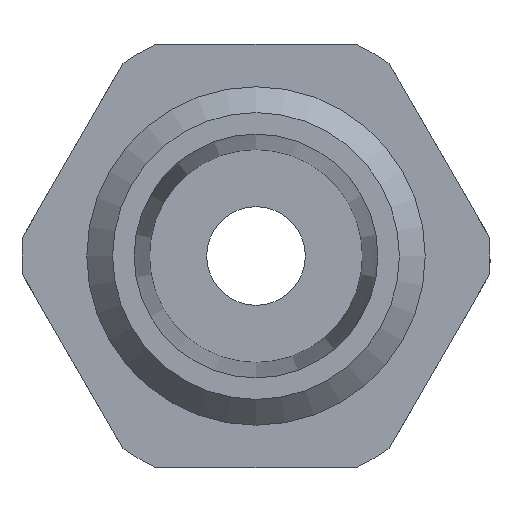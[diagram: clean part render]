
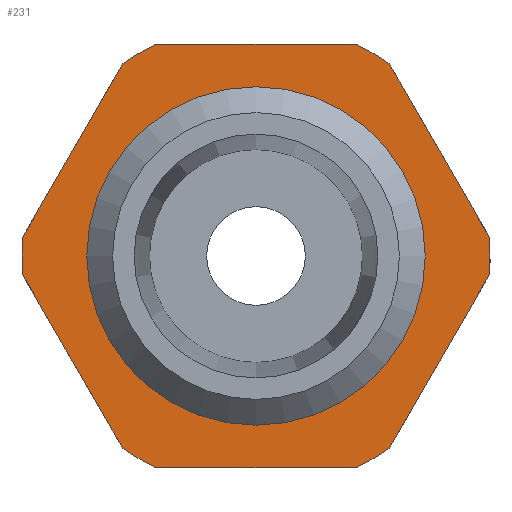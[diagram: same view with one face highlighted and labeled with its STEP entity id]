
A CAD part, left-side view. The second image highlights one B-rep face of the part: STEP entity #231.
In plain terms, the highlighted planar face has unit normal (-1, 0, 0).
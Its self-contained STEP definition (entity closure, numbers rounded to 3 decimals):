
#231 = ADVANCED_FACE( '', ( #501, #502 ), #503, .F. );
#501 = FACE_OUTER_BOUND( '', #800, .T. );
#502 = FACE_BOUND( '', #801, .T. );
#503 = PLANE( '', #802 );
#800 = EDGE_LOOP( '', ( #1387, #1388, #1389, #1390, #1391, #1392, #1393, #1394, #1395, #1396, #1397, #1398 ) );
#801 = EDGE_LOOP( '', ( #1399 ) );
#802 = AXIS2_PLACEMENT_3D( '', #1400, #1401, #1402 );
#1387 = ORIENTED_EDGE( '', *, *, #1674, .F. );
#1388 = ORIENTED_EDGE( '', *, *, #1813, .F. );
#1389 = ORIENTED_EDGE( '', *, *, #1756, .F. );
#1390 = ORIENTED_EDGE( '', *, *, #1814, .F. );
#1391 = ORIENTED_EDGE( '', *, *, #1712, .F. );
#1392 = ORIENTED_EDGE( '', *, *, #1815, .F. );
#1393 = ORIENTED_EDGE( '', *, *, #1642, .F. );
#1394 = ORIENTED_EDGE( '', *, *, #1797, .F. );
#1395 = ORIENTED_EDGE( '', *, *, #1758, .F. );
#1396 = ORIENTED_EDGE( '', *, *, #1661, .F. );
#1397 = ORIENTED_EDGE( '', *, *, #1655, .F. );
#1398 = ORIENTED_EDGE( '', *, *, #1708, .F. );
#1399 = ORIENTED_EDGE( '', *, *, #1816, .T. );
#1400 = CARTESIAN_POINT( '', ( 8., 5.543, 0. ) );
#1401 = DIRECTION( '', ( 1., 0., 0. ) );
#1402 = DIRECTION( '', ( 0., 1., 0. ) );
#1642 = EDGE_CURVE( '', #1951, #1947, #1953, .T. );
#1655 = EDGE_CURVE( '', #1972, #1968, #1974, .T. );
#1661 = EDGE_CURVE( '', #1968, #1979, #1983, .T. );
#1674 = EDGE_CURVE( '', #2000, #2003, #2004, .T. );
#1708 = EDGE_CURVE( '', #2003, #1972, #2056, .T. );
#1712 = EDGE_CURVE( '', #2060, #2058, #2062, .T. );
#1756 = EDGE_CURVE( '', #2124, #2122, #2126, .T. );
#1758 = EDGE_CURVE( '', #1979, #2128, #2129, .T. );
#1797 = EDGE_CURVE( '', #2128, #1951, #2182, .T. );
#1813 = EDGE_CURVE( '', #2122, #2000, #2201, .T. );
#1814 = EDGE_CURVE( '', #2058, #2124, #2202, .T. );
#1815 = EDGE_CURVE( '', #1947, #2060, #2203, .T. );
#1816 = EDGE_CURVE( '', #2204, #2204, #2205, .T. );
#1947 = VERTEX_POINT( '', #2376 );
#1951 = VERTEX_POINT( '', #2381 );
#1953 = CIRCLE( '', #2384, 8.3 );
#1968 = VERTEX_POINT( '', #2419 );
#1972 = VERTEX_POINT( '', #2424 );
#1974 = CIRCLE( '', #2427, 8.3 );
#1979 = VERTEX_POINT( '', #2434 );
#1983 = LINE( '', #2444, #2445 );
#2000 = VERTEX_POINT( '', #2466 );
#2003 = VERTEX_POINT( '', #2470 );
#2004 = CIRCLE( '', #2471, 8.3 );
#2056 = LINE( '', #2560, #2561 );
#2058 = VERTEX_POINT( '', #2563 );
#2060 = VERTEX_POINT( '', #2566 );
#2062 = CIRCLE( '', #2569, 8.3 );
#2122 = VERTEX_POINT( '', #2649 );
#2124 = VERTEX_POINT( '', #2652 );
#2126 = CIRCLE( '', #2655, 8.3 );
#2128 = VERTEX_POINT( '', #2657 );
#2129 = CIRCLE( '', #2658, 8.3 );
#2182 = LINE( '', #2753, #2754 );
#2201 = LINE( '', #2776, #2777 );
#2202 = LINE( '', #2778, #2779 );
#2203 = LINE( '', #2780, #2781 );
#2204 = VERTEX_POINT( '', #2782 );
#2205 = CIRCLE( '', #2783, 5.543 );
#2376 = CARTESIAN_POINT( '', ( 8., -8.273, -0.671 ) );
#2381 = CARTESIAN_POINT( '', ( 8., -8.273, 0.671 ) );
#2384 = AXIS2_PLACEMENT_3D( '', #2902, #2903, #2904 );
#2419 = CARTESIAN_POINT( '', ( 8., 3.555, 7.5 ) );
#2424 = CARTESIAN_POINT( '', ( 8., 4.718, 6.829 ) );
#2427 = AXIS2_PLACEMENT_3D( '', #2915, #2916, #2917 );
#2434 = CARTESIAN_POINT( '', ( 8., -3.555, 7.5 ) );
#2444 = CARTESIAN_POINT( '', ( 8., 4.33, 7.5 ) );
#2445 = VECTOR( '', #2921, 1000. );
#2466 = CARTESIAN_POINT( '', ( 8., 8.273, -0.671 ) );
#2470 = CARTESIAN_POINT( '', ( 8., 8.273, 0.671 ) );
#2471 = AXIS2_PLACEMENT_3D( '', #2936, #2937, #2938 );
#2560 = CARTESIAN_POINT( '', ( 8., 8.66, 0. ) );
#2561 = VECTOR( '', #2986, 1000. );
#2563 = CARTESIAN_POINT( '', ( 8., -3.555, -7.5 ) );
#2566 = CARTESIAN_POINT( '', ( 8., -4.718, -6.829 ) );
#2569 = AXIS2_PLACEMENT_3D( '', #2989, #2990, #2991 );
#2649 = CARTESIAN_POINT( '', ( 8., 4.718, -6.829 ) );
#2652 = CARTESIAN_POINT( '', ( 8., 3.555, -7.5 ) );
#2655 = AXIS2_PLACEMENT_3D( '', #3054, #3055, #3056 );
#2657 = CARTESIAN_POINT( '', ( 8., -4.718, 6.829 ) );
#2658 = AXIS2_PLACEMENT_3D( '', #3057, #3058, #3059 );
#2753 = CARTESIAN_POINT( '', ( 8., -4.33, 7.5 ) );
#2754 = VECTOR( '', #3100, 1000. );
#2776 = CARTESIAN_POINT( '', ( 8., 4.33, -7.5 ) );
#2777 = VECTOR( '', #3119, 1000. );
#2778 = CARTESIAN_POINT( '', ( 8., -4.33, -7.5 ) );
#2779 = VECTOR( '', #3120, 1000. );
#2780 = CARTESIAN_POINT( '', ( 8., -8.66, 0. ) );
#2781 = VECTOR( '', #3121, 1000. );
#2782 = CARTESIAN_POINT( '', ( 8., 5.543, 0. ) );
#2783 = AXIS2_PLACEMENT_3D( '', #3122, #3123, #3124 );
#2902 = CARTESIAN_POINT( '', ( 8., 0., 0. ) );
#2903 = DIRECTION( '', ( 1., 0., 0. ) );
#2904 = DIRECTION( '', ( 0., 1., 0. ) );
#2915 = CARTESIAN_POINT( '', ( 8., 0., 0. ) );
#2916 = DIRECTION( '', ( 1., 0., 0. ) );
#2917 = DIRECTION( '', ( 0., 1., 0. ) );
#2921 = DIRECTION( '', ( 0., -1., 0. ) );
#2936 = CARTESIAN_POINT( '', ( 8., 0., 0. ) );
#2937 = DIRECTION( '', ( 1., 0., 0. ) );
#2938 = DIRECTION( '', ( 0., 1., 0. ) );
#2986 = DIRECTION( '', ( 0., -0.5, 0.866 ) );
#2989 = CARTESIAN_POINT( '', ( 8., 0., 0. ) );
#2990 = DIRECTION( '', ( 1., 0., 0. ) );
#2991 = DIRECTION( '', ( 0., 1., 0. ) );
#3054 = CARTESIAN_POINT( '', ( 8., 0., 0. ) );
#3055 = DIRECTION( '', ( 1., 0., 0. ) );
#3056 = DIRECTION( '', ( 0., 1., 0. ) );
#3057 = CARTESIAN_POINT( '', ( 8., 0., 0. ) );
#3058 = DIRECTION( '', ( 1., 0., 0. ) );
#3059 = DIRECTION( '', ( 0., 1., 0. ) );
#3100 = DIRECTION( '', ( 0., -0.5, -0.866 ) );
#3119 = DIRECTION( '', ( 0., 0.5, 0.866 ) );
#3120 = DIRECTION( '', ( 0., 1., 0. ) );
#3121 = DIRECTION( '', ( 0., 0.5, -0.866 ) );
#3122 = CARTESIAN_POINT( '', ( 8., 0., 0. ) );
#3123 = DIRECTION( '', ( 1., 0., 0. ) );
#3124 = DIRECTION( '', ( 0., 1., 0. ) );
